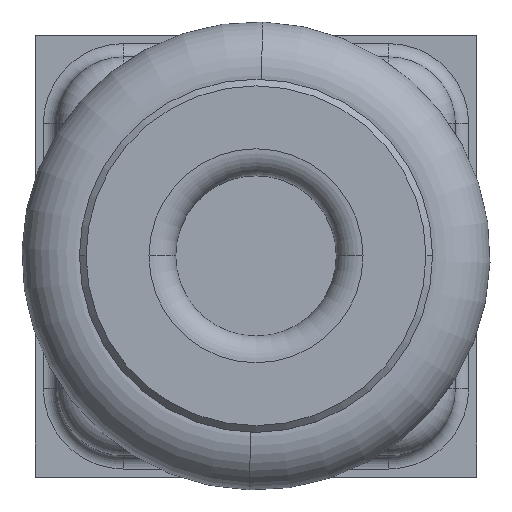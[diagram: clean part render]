
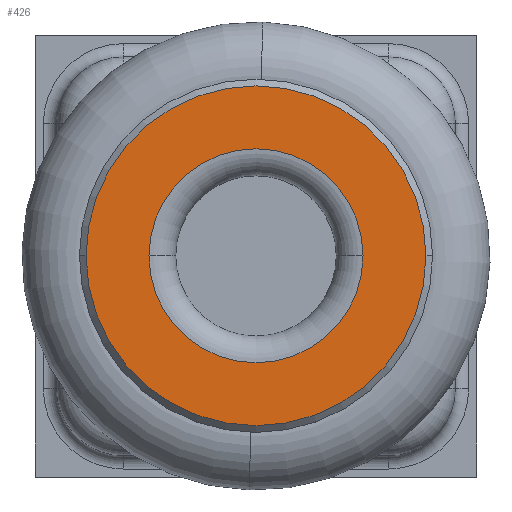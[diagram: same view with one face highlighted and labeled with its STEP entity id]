
A CAD part, top view. The second image highlights one B-rep face of the part: STEP entity #426.
In plain terms, the highlighted planar face has unit normal (0, 0, 1).
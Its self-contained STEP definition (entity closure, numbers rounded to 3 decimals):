
#16 = CIRCLE ( 'NONE', #1361, 0.8 ) ;
#20 = CIRCLE ( 'NONE', #1678, 0.8 ) ;
#55 = DIRECTION ( 'NONE',  ( 1., 0., 0. ) ) ;
#291 = EDGE_CURVE ( 'NONE', #2287, #1241, #20, .T. ) ;
#294 = DIRECTION ( 'NONE',  ( 0., 0., 1. ) ) ;
#305 = EDGE_CURVE ( 'NONE', #1469, #640, #1810, .T. ) ;
#426 = ADVANCED_FACE ( 'NONE', ( #2209, #1214 ), #618, .T. ) ;
#473 = CARTESIAN_POINT ( 'NONE',  ( -1.27, 0., 2.905 ) ) ;
#550 = AXIS2_PLACEMENT_3D ( 'NONE', #710, #294, #2672 ) ;
#605 = EDGE_CURVE ( 'NONE', #1241, #2287, #16, .T. ) ;
#618 = PLANE ( 'NONE',  #2477 ) ;
#630 = CARTESIAN_POINT ( 'NONE',  ( 0., 0., 2.905 ) ) ;
#631 = ORIENTED_EDGE ( 'NONE', *, *, #937, .T. ) ;
#640 = VERTEX_POINT ( 'NONE', #473 ) ;
#647 = AXIS2_PLACEMENT_3D ( 'NONE', #2104, #839, #55 ) ;
#710 = CARTESIAN_POINT ( 'NONE',  ( 0., 0., 2.905 ) ) ;
#839 = DIRECTION ( 'NONE',  ( 0., 0., 1. ) ) ;
#875 = CARTESIAN_POINT ( 'NONE',  ( 0., 0., 2.905 ) ) ;
#937 = EDGE_CURVE ( 'NONE', #640, #1469, #2159, .T. ) ;
#1022 = DIRECTION ( 'NONE',  ( 1., 0., 0. ) ) ;
#1094 = CARTESIAN_POINT ( 'NONE',  ( 1.27, 0., 2.905 ) ) ;
#1156 = CARTESIAN_POINT ( 'NONE',  ( 0., 0., 2.905 ) ) ;
#1214 = FACE_OUTER_BOUND ( 'NONE', #2757, .T. ) ;
#1241 = VERTEX_POINT ( 'NONE', #1891 ) ;
#1252 = DIRECTION ( 'NONE',  ( 0., 0., 1. ) ) ;
#1337 = ORIENTED_EDGE ( 'NONE', *, *, #605, .T. ) ;
#1361 = AXIS2_PLACEMENT_3D ( 'NONE', #875, #1507, #2176 ) ;
#1469 = VERTEX_POINT ( 'NONE', #1094 ) ;
#1507 = DIRECTION ( 'NONE',  ( 0., 0., -1. ) ) ;
#1585 = CARTESIAN_POINT ( 'NONE',  ( -0.8, 0., 2.905 ) ) ;
#1678 = AXIS2_PLACEMENT_3D ( 'NONE', #1156, #1787, #1770 ) ;
#1770 = DIRECTION ( 'NONE',  ( 1., 0., 0. ) ) ;
#1787 = DIRECTION ( 'NONE',  ( 0., 0., -1. ) ) ;
#1810 = CIRCLE ( 'NONE', #550, 1.27 ) ;
#1870 = EDGE_LOOP ( 'NONE', ( #1337, #2098 ) ) ;
#1891 = CARTESIAN_POINT ( 'NONE',  ( 0.8, 0., 2.905 ) ) ;
#1935 = ORIENTED_EDGE ( 'NONE', *, *, #305, .T. ) ;
#2098 = ORIENTED_EDGE ( 'NONE', *, *, #291, .T. ) ;
#2104 = CARTESIAN_POINT ( 'NONE',  ( 0., 0., 2.905 ) ) ;
#2159 = CIRCLE ( 'NONE', #647, 1.27 ) ;
#2176 = DIRECTION ( 'NONE',  ( 1., 0., 0. ) ) ;
#2209 = FACE_BOUND ( 'NONE', #1870, .T. ) ;
#2287 = VERTEX_POINT ( 'NONE', #1585 ) ;
#2477 = AXIS2_PLACEMENT_3D ( 'NONE', #630, #1252, #1022 ) ;
#2672 = DIRECTION ( 'NONE',  ( 1., 0., 0. ) ) ;
#2757 = EDGE_LOOP ( 'NONE', ( #631, #1935 ) ) ;
